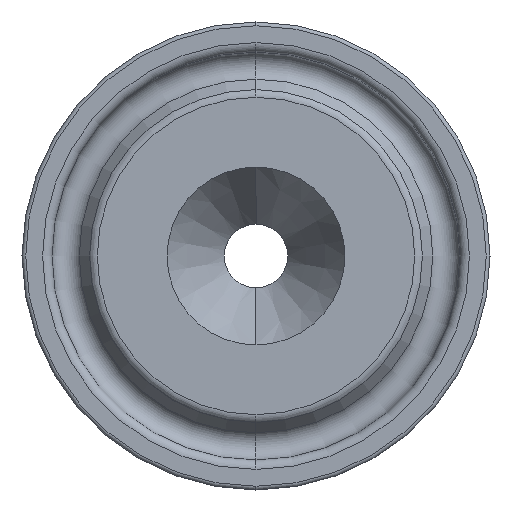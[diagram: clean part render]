
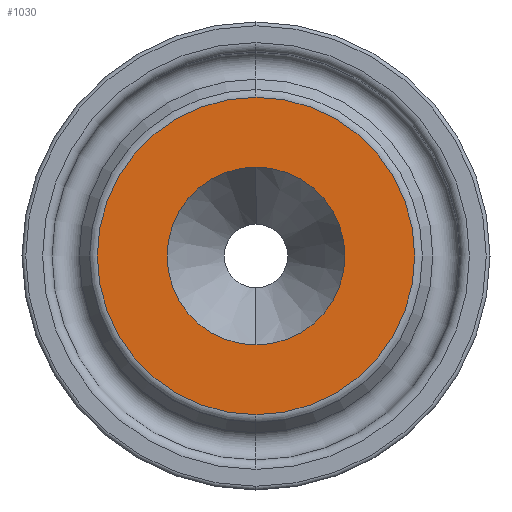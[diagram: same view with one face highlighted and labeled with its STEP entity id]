
A CAD part, left-side view. The second image highlights one B-rep face of the part: STEP entity #1030.
In plain terms, the highlighted planar face has unit normal (-1, 0, 0).
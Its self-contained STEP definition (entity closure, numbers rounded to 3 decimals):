
#2 = PLANE ( 'NONE',  #336 ) ;
#59 = CIRCLE ( 'NONE', #444, 8.478 ) ;
#68 = EDGE_LOOP ( 'NONE', ( #878, #300 ) ) ;
#77 = AXIS2_PLACEMENT_3D ( 'NONE', #1006, #414, #238 ) ;
#175 = CARTESIAN_POINT ( 'NONE',  ( 0.8, 0., 0. ) ) ;
#181 = DIRECTION ( 'NONE',  ( 0., 0., 1. ) ) ;
#201 = DIRECTION ( 'NONE',  ( -1., 0., 0. ) ) ;
#226 = DIRECTION ( 'NONE',  ( 0., 0., -1. ) ) ;
#238 = DIRECTION ( 'NONE',  ( 0., 0., 1. ) ) ;
#247 = EDGE_CURVE ( 'NONE', #306, #278, #928, .T. ) ;
#266 = CARTESIAN_POINT ( 'NONE',  ( 0.8, 0., 0. ) ) ;
#278 = VERTEX_POINT ( 'NONE', #1095 ) ;
#288 = FACE_OUTER_BOUND ( 'NONE', #783, .T. ) ;
#300 = ORIENTED_EDGE ( 'NONE', *, *, #822, .F. ) ;
#306 = VERTEX_POINT ( 'NONE', #914 ) ;
#334 = DIRECTION ( 'NONE',  ( 0., 0., 1. ) ) ;
#335 = DIRECTION ( 'NONE',  ( -1., 0., 0. ) ) ;
#336 = AXIS2_PLACEMENT_3D ( 'NONE', #620, #568, #226 ) ;
#414 = DIRECTION ( 'NONE',  ( -1., 0., 0. ) ) ;
#444 = AXIS2_PLACEMENT_3D ( 'NONE', #266, #201, #181 ) ;
#562 = CARTESIAN_POINT ( 'NONE',  ( 0.8, 0., -8.478 ) ) ;
#568 = DIRECTION ( 'NONE',  ( 1., 0., 0. ) ) ;
#573 = EDGE_CURVE ( 'NONE', #1072, #941, #59, .T. ) ;
#602 = ORIENTED_EDGE ( 'NONE', *, *, #573, .T. ) ;
#615 = CIRCLE ( 'NONE', #77, 8.478 ) ;
#620 = CARTESIAN_POINT ( 'NONE',  ( 0.8, 1.7, 0. ) ) ;
#687 = ORIENTED_EDGE ( 'NONE', *, *, #803, .T. ) ;
#699 = CIRCLE ( 'NONE', #880, 4.75 ) ;
#737 = DIRECTION ( 'NONE',  ( -1., 0., 0. ) ) ;
#783 = EDGE_LOOP ( 'NONE', ( #687, #602 ) ) ;
#803 = EDGE_CURVE ( 'NONE', #941, #1072, #615, .T. ) ;
#822 = EDGE_CURVE ( 'NONE', #278, #306, #699, .T. ) ;
#878 = ORIENTED_EDGE ( 'NONE', *, *, #247, .F. ) ;
#880 = AXIS2_PLACEMENT_3D ( 'NONE', #1079, #737, #334 ) ;
#914 = CARTESIAN_POINT ( 'NONE',  ( 0.8, 0., 4.75 ) ) ;
#928 = CIRCLE ( 'NONE', #1089, 4.75 ) ;
#932 = CARTESIAN_POINT ( 'NONE',  ( 0.8, 0., 8.478 ) ) ;
#941 = VERTEX_POINT ( 'NONE', #932 ) ;
#1000 = DIRECTION ( 'NONE',  ( 0., 0., 1. ) ) ;
#1006 = CARTESIAN_POINT ( 'NONE',  ( 0.8, 0., 0. ) ) ;
#1030 = ADVANCED_FACE ( 'NONE', ( #1037, #288 ), #2, .F. ) ;
#1037 = FACE_BOUND ( 'NONE', #68, .T. ) ;
#1072 = VERTEX_POINT ( 'NONE', #562 ) ;
#1079 = CARTESIAN_POINT ( 'NONE',  ( 0.8, 0., 0. ) ) ;
#1089 = AXIS2_PLACEMENT_3D ( 'NONE', #175, #335, #1000 ) ;
#1095 = CARTESIAN_POINT ( 'NONE',  ( 0.8, 0., -4.75 ) ) ;
